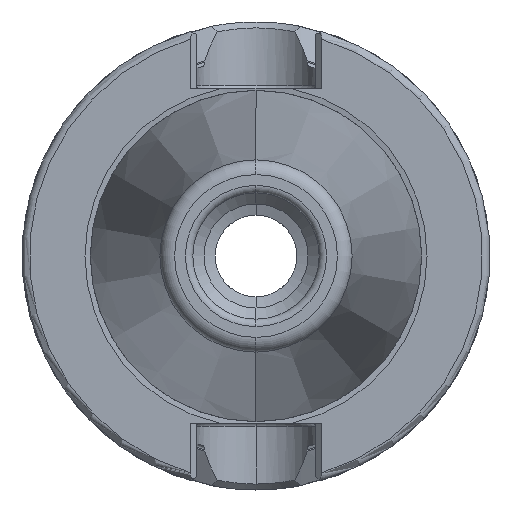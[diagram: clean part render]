
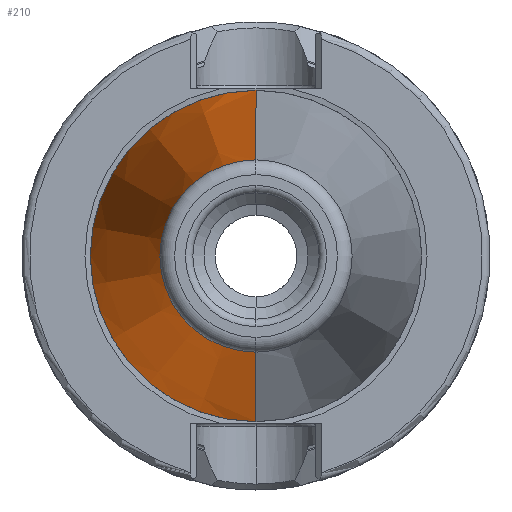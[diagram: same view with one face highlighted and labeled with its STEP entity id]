
A CAD part, left-side view. The second image highlights one B-rep face of the part: STEP entity #210.
In plain terms, the highlighted conical face has half-angle 8.297 degrees and reference radius 22.298 mm.
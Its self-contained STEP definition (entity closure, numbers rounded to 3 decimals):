
#210 = ADVANCED_FACE ( 'NONE', ( #1643 ), #1545, .T. ) ;
#290 = DIRECTION ( 'NONE',  ( -1., 0., 0. ) ) ;
#301 = DIRECTION ( 'NONE',  ( -1., 0., 0. ) ) ;
#396 = EDGE_CURVE ( 'NONE', #2656, #469, #1903, .T. ) ;
#469 = VERTEX_POINT ( 'NONE', #992 ) ;
#477 = CARTESIAN_POINT ( 'NONE',  ( -89.5, 0., -22.298 ) ) ;
#520 = DIRECTION ( 'NONE',  ( 0., 0., -1. ) ) ;
#678 = VERTEX_POINT ( 'NONE', #3450 ) ;
#992 = CARTESIAN_POINT ( 'NONE',  ( -89.5, 0., -22.298 ) ) ;
#1138 = EDGE_CURVE ( 'NONE', #2587, #2656, #1589, .T. ) ;
#1265 = AXIS2_PLACEMENT_3D ( 'NONE', #2262, #290, #2602 ) ;
#1366 = LINE ( 'NONE', #477, #3116 ) ;
#1449 = AXIS2_PLACEMENT_3D ( 'NONE', #2273, #301, #2613 ) ;
#1489 = VECTOR ( 'NONE', #4047, 1000. ) ;
#1545 = CONICAL_SURFACE ( 'NONE', #1751, 22.298, 0.145 ) ;
#1589 = LINE ( 'NONE', #3393, #1489 ) ;
#1643 = FACE_OUTER_BOUND ( 'NONE', #3762, .T. ) ;
#1751 = AXIS2_PLACEMENT_3D ( 'NONE', #2502, #3285, #520 ) ;
#1823 = ORIENTED_EDGE ( 'NONE', *, *, #3908, .F. ) ;
#1903 = CIRCLE ( 'NONE', #1449, 22.298 ) ;
#2262 = CARTESIAN_POINT ( 'NONE',  ( -153.689, 0., 0. ) ) ;
#2273 = CARTESIAN_POINT ( 'NONE',  ( -89.5, 0., 0. ) ) ;
#2502 = CARTESIAN_POINT ( 'NONE',  ( -89.5, 0., 0. ) ) ;
#2587 = VERTEX_POINT ( 'NONE', #3715 ) ;
#2602 = DIRECTION ( 'NONE',  ( 0., 0., 1. ) ) ;
#2613 = DIRECTION ( 'NONE',  ( 0., 0., 1. ) ) ;
#2656 = VERTEX_POINT ( 'NONE', #3646 ) ;
#2859 = ORIENTED_EDGE ( 'NONE', *, *, #3671, .F. ) ;
#2918 = ORIENTED_EDGE ( 'NONE', *, *, #1138, .T. ) ;
#3071 = ORIENTED_EDGE ( 'NONE', *, *, #396, .T. ) ;
#3116 = VECTOR ( 'NONE', #3438, 1000. ) ;
#3285 = DIRECTION ( 'NONE',  ( 1., 0., 0. ) ) ;
#3332 = CIRCLE ( 'NONE', #1265, 12.937 ) ;
#3393 = CARTESIAN_POINT ( 'NONE',  ( -89.5, 0., 22.298 ) ) ;
#3438 = DIRECTION ( 'NONE',  ( 0.99, 0., -0.144 ) ) ;
#3450 = CARTESIAN_POINT ( 'NONE',  ( -153.689, 0., -12.937 ) ) ;
#3646 = CARTESIAN_POINT ( 'NONE',  ( -89.5, 0., 22.298 ) ) ;
#3671 = EDGE_CURVE ( 'NONE', #2587, #678, #3332, .T. ) ;
#3715 = CARTESIAN_POINT ( 'NONE',  ( -153.689, 0., 12.937 ) ) ;
#3762 = EDGE_LOOP ( 'NONE', ( #2859, #2918, #3071, #1823 ) ) ;
#3908 = EDGE_CURVE ( 'NONE', #678, #469, #1366, .T. ) ;
#4047 = DIRECTION ( 'NONE',  ( 0.99, 0., 0.144 ) ) ;
